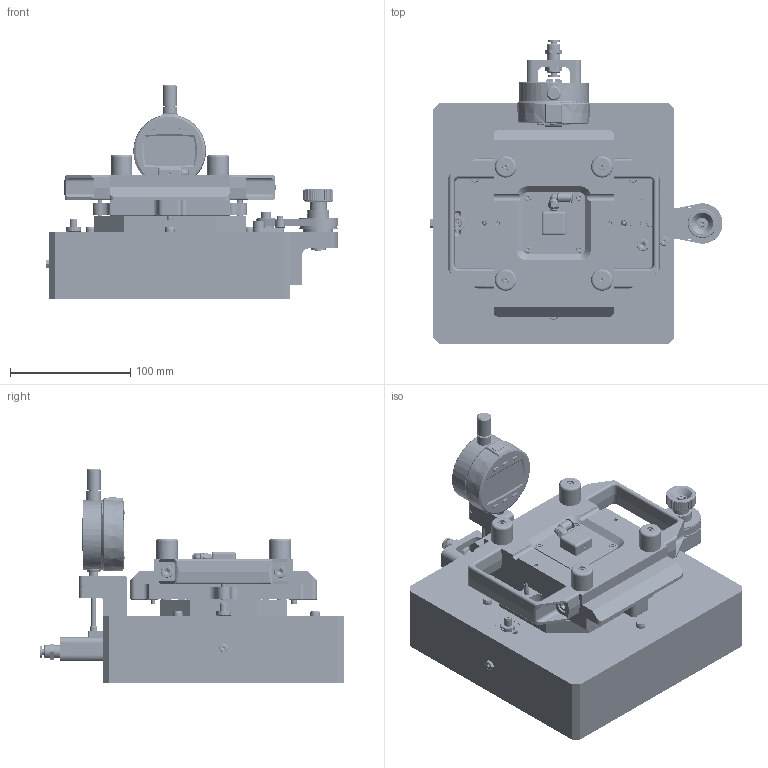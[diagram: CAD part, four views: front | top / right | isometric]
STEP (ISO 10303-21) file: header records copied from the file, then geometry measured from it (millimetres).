
FILE_DESCRIPTION(('CATIA V5-6R2013 STEP','CAx-IF Rec.Pracs.--- Model Styling and Organization---1.4--- 2014-01-23','CAx-IF Rec.Pracs.--- Geometric and Assembly Validation Properties ---4.2---2014-10-09'),'2;1');
FILE_NAME('ITPTv2.00.00.00-SIMPLIFIED.stp','2021-09-29T08:47:48+00:00',('none'),('CERN'),'CATIA Version 5-6 Release 2017 SP6 HF16','CATIA V5 STEP AP214','none');
FILE_SCHEMA(('AUTOMOTIVE_DESIGN { 1 0 10303 214 1 1 1 1 }'));
Products named in the file (83): ITPTv2.00.00.00; ITPTv2.01.00.00; ST1495518_01; ITPTv2.01.00.03; ITPTv2.01.00.05; ITPTv2.01.00.06; ST1496431_01; ITPTv2.01.00.12; ITPTv2.01.00.14; ITPTv2.01.00.15; ST1496245_01; ITPTv2.01.00.18; ITPTv2.01.00.20; ITPTv2.01.00.21; ITPTv2.01.00.22; ITPTv2.01.00.23; ITPTv2.0.00.24; ITPTv2.0.01.00.25; ITPTv2.0.00.26; ITPTv2.0.00.27; ITPTv2.0.00.31; ITPTv2.01.00.32; ITPTv2.01.00.33; ITPTv2.01.01.00; ST1496001_01; ITPTv2.01.01.03; ST1496238_01; F25SC1-Step; SNPPKM-D3.00-L10.0; 153333_QSML-M5-4; ISO 4762  - M3 x 8; MarMotion--CD--N550_013_018_020_5002006; MarMotion--CD--N501_008_013_025_5001010; ST1495977_01; MarCator--CD--1086R_1087R_12.5--Step_Datei; DAS110-Step; LN2580-Step; 07111-20412_0_2; Sphere; 751.012-4 ...
Assembly tree (136 placements, depth 4):
  ITPTv2.00.00.00
    ITPTv2.01.00.00
      ST1495518_01
      ITPTv2.01.00.03
      ITPTv2.01.00.05
      ITPTv2.01.00.06
      ST1496431_01
      ITPTv2.01.00.12
      ITPTv2.01.00.14  x2
      ITPTv2.01.00.15
      ST1496245_01
      ITPTv2.01.00.18
      ITPTv2.01.00.20
      ITPTv2.01.00.21
      ITPTv2.01.00.22
      ITPTv2.01.00.23
      ITPTv2.0.00.24
      ITPTv2.0.01.00.25
      ITPTv2.0.00.26
      ITPTv2.0.00.27
      ITPTv2.0.00.31
      ITPTv2.01.00.32
      ITPTv2.01.00.33
      ITPTv2.01.01.00
        ST1496001_01
        ITPTv2.01.01.03  x2
        ST1496238_01
        F25SC1-Step  x2
        SNPPKM-D3.00-L10.0  x3
        153333_QSML-M5-4
        ISO 4762  - M3 x 8
      MarMotion--CD--N550_013_018_020_5002006  x3
      MarMotion--CD--N501_008_013_025_5001010  x3
      ST1495977_01  x3
      MarCator--CD--1086R_1087R_12.5--Step_Datei
      DAS110-Step
      LN2580-Step
      07111-20412_0_2
      Sphere  x2
      751.012-4
      CMS16-L7-Height=19.84
      06014-11250624
      16060300 Drivebelt T2,5x6
      ISO 4762  - M3 x 10  x2
      ISO 8734 - 2 x 8 - A  x7
      ISO 4032 - M4
      ISO 4762  - M6 x 12
      ISO 4762  - M4 x 12  x2
      ISO 8734 - 2 x 18 - A
      ISO 8734 - 2 x 8 - A_1
      JIS B 2804 E - 5
      ISO 4762 - M3 x 6
      DIN 125 - A 3,2
      ISO 4762  - M4 x 40  x2
      ISO 4762  - M3 x 8  x3
      ISO 4762  - M3 x 12
      ISO 7046-1  - M3 x 10 - 4.8 - H  x11
      ISO 8734 - 2 x 16 - A  x2
      ISO 4762  - M3 x 16
      ISO 7046-1  - M3 x 6 - 4.8 - H
Bounding box: 243.35 x 252.5 x 177.8 mm (x, y, z)
Volume: 2395540 mm3; surface area: 564984.6 mm2
Topology: 204 solids, 205 shells, 5189 faces, 15464 edges, 10441 vertices
Faces by surface type: cylinder 2801, plane 1345, cone 640, torus 206, sphere 175, bspline 18, extrusion 4
Entity records: 165895 total; most frequent: CARTESIAN_POINT 53756, ORIENTED_EDGE 24640, DIRECTION 15133, EDGE_CURVE 12320, VERTEX_POINT 8472, AXIS2_PLACEMENT_3D 7457, EDGE_LOOP 5874, VECTOR 4683
